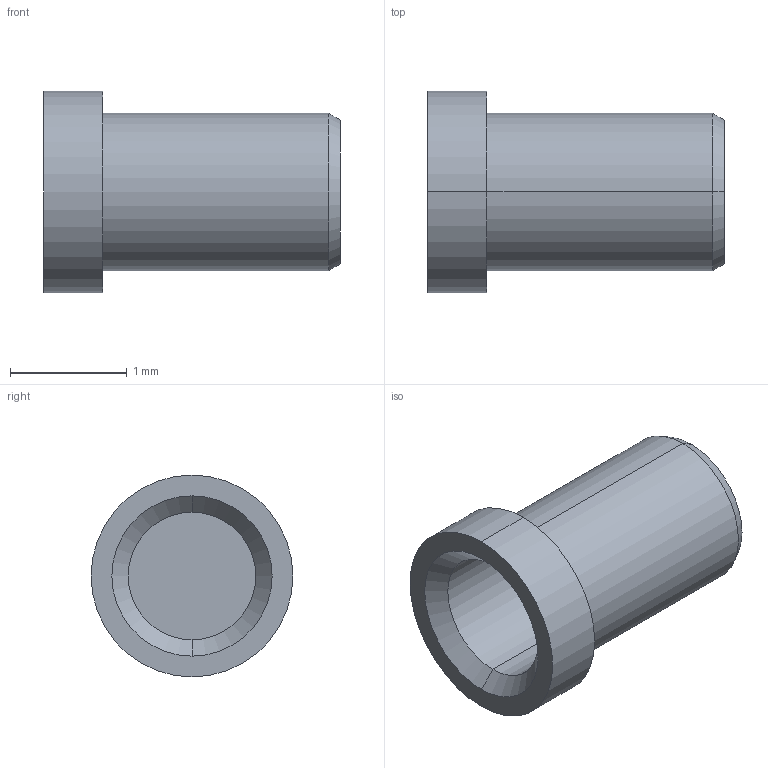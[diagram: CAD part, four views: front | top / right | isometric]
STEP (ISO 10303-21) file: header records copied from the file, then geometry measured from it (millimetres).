
FILE_DESCRIPTION (( 'STEP AP214' ), '1' );
FILE_NAME ('mill-max-4015-0-43-80-30-XX-10-0.STEP', '2024-04-30T07:26:17', ( '' ), ( '' ), 'SwSTEP 2.0', 'SolidWorks 2024', '' );
FILE_SCHEMA (( 'AUTOMOTIVE_DESIGN' ));
Length unit declared in the file: inch
Products named in the file (3): mill-max-4015-0-43-80-30-XX-10-0; mill-max-4015-0-43-80-30-XX-10-0_4015(4015-0-00-80-00-00-09-0); mill-max-4015-0-43-80-30-XX-10-0_fibreplug(P075-00-000-00-006000 (.043_ DIA))
Assembly tree (2 placements, depth 2):
  mill-max-4015-0-43-80-30-XX-10-0
    mill-max-4015-0-43-80-30-XX-10-0_4015(4015-0-00-80-00-00-09-0)
    mill-max-4015-0-43-80-30-XX-10-0_fibreplug(P075-00-000-00-006000 (.043_ DIA))
Bounding box: 2.54 x 1.73 x 1.73 mm (x, y, z)
Volume: 1.8 mm3; surface area: 24.8 mm2
Topology: 2 solids, 2 shells, 17 faces, 32 edges, 20 vertices
Faces by surface type: cylinder 8, plane 5, cone 4
Entity records: 536 total; most frequent: DIRECTION 96, CARTESIAN_POINT 74, ORIENTED_EDGE 64, AXIS2_PLACEMENT_3D 42, EDGE_CURVE 32, EDGE_LOOP 20, CIRCLE 20, VERTEX_POINT 20
